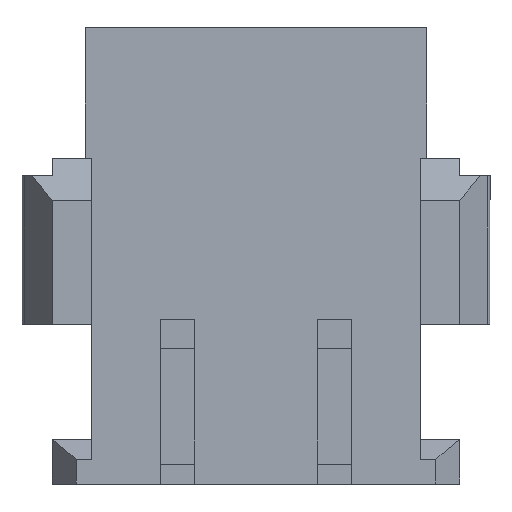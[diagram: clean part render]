
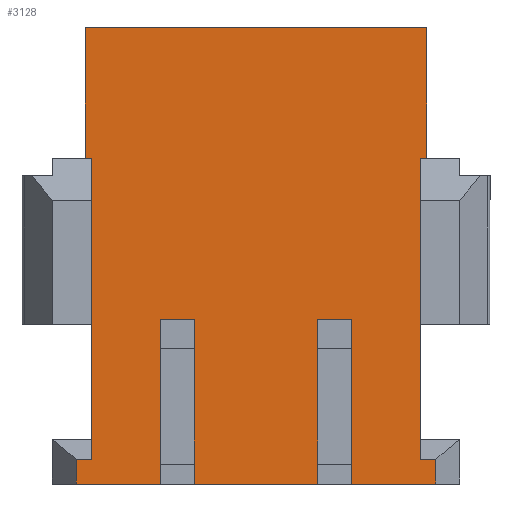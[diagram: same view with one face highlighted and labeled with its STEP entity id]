
A CAD part, front view. The second image highlights one B-rep face of the part: STEP entity #3128.
In plain terms, the highlighted planar face has unit normal (0, -1, 0).
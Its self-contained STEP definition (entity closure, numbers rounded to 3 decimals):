
#189=DIRECTION('',(0.,0.,1.));
#190=VECTOR('',#189,2.29);
#191=CARTESIAN_POINT('',(1.25,-0.65,-1.05));
#192=LINE('',#191,#190);
#355=DIRECTION('',(0.,0.,-1.));
#356=VECTOR('',#355,2.29);
#357=CARTESIAN_POINT('',(-1.25,-0.65,1.24));
#358=LINE('',#357,#356);
#744=DIRECTION('',(1.,0.,0.));
#745=VECTOR('',#744,0.05);
#746=CARTESIAN_POINT('',(1.25,-0.65,1.24));
#747=LINE('',#746,#745);
#756=DIRECTION('',(1.,0.,0.));
#757=VECTOR('',#756,0.05);
#758=CARTESIAN_POINT('',(-1.3,-0.65,1.24));
#759=LINE('',#758,#757);
#760=DIRECTION('',(0.,0.,-1.));
#761=VECTOR('',#760,0.99);
#762=CARTESIAN_POINT('',(1.3,-0.65,2.23));
#763=LINE('',#762,#761);
#764=DIRECTION('',(0.,0.,1.));
#765=VECTOR('',#764,0.19);
#766=CARTESIAN_POINT('',(1.368,-0.65,-1.24));
#767=LINE('',#766,#765);
#768=DIRECTION('',(-1.,0.,0.));
#769=VECTOR('',#768,0.638);
#770=CARTESIAN_POINT('',(1.368,-0.65,-1.24));
#771=LINE('',#770,#769);
#772=DIRECTION('',(0.,0.,1.));
#773=VECTOR('',#772,1.25);
#774=CARTESIAN_POINT('',(0.73,-0.65,-1.24));
#775=LINE('',#774,#773);
#776=DIRECTION('',(-1.,0.,0.));
#777=VECTOR('',#776,0.26);
#778=CARTESIAN_POINT('',(0.73,-0.65,0.01));
#779=LINE('',#778,#777);
#780=DIRECTION('',(0.,0.,1.));
#781=VECTOR('',#780,1.25);
#782=CARTESIAN_POINT('',(0.47,-0.65,-1.24));
#783=LINE('',#782,#781);
#784=DIRECTION('',(-1.,0.,0.));
#785=VECTOR('',#784,0.94);
#786=CARTESIAN_POINT('',(0.47,-0.65,-1.24));
#787=LINE('',#786,#785);
#788=DIRECTION('',(0.,0.,1.));
#789=VECTOR('',#788,1.25);
#790=CARTESIAN_POINT('',(-0.47,-0.65,-1.24));
#791=LINE('',#790,#789);
#792=DIRECTION('',(-1.,0.,0.));
#793=VECTOR('',#792,0.26);
#794=CARTESIAN_POINT('',(-0.47,-0.65,0.01));
#795=LINE('',#794,#793);
#796=DIRECTION('',(0.,0.,1.));
#797=VECTOR('',#796,1.25);
#798=CARTESIAN_POINT('',(-0.73,-0.65,-1.24));
#799=LINE('',#798,#797);
#800=DIRECTION('',(-1.,0.,0.));
#801=VECTOR('',#800,0.638);
#802=CARTESIAN_POINT('',(-0.73,-0.65,-1.24));
#803=LINE('',#802,#801);
#804=DIRECTION('',(0.,0.,1.));
#805=VECTOR('',#804,0.19);
#806=CARTESIAN_POINT('',(-1.368,-0.65,-1.24));
#807=LINE('',#806,#805);
#808=DIRECTION('',(1.,0.,0.));
#809=VECTOR('',#808,0.118);
#810=CARTESIAN_POINT('',(-1.368,-0.65,-1.05));
#811=LINE('',#810,#809);
#812=DIRECTION('',(0.,0.,-1.));
#813=VECTOR('',#812,0.99);
#814=CARTESIAN_POINT('',(-1.3,-0.65,2.23));
#815=LINE('',#814,#813);
#816=DIRECTION('',(1.,0.,0.));
#817=VECTOR('',#816,2.6);
#818=CARTESIAN_POINT('',(-1.3,-0.65,2.23));
#819=LINE('',#818,#817);
#820=DIRECTION('',(-1.,0.,0.));
#821=VECTOR('',#820,0.118);
#822=CARTESIAN_POINT('',(1.368,-0.65,-1.05));
#823=LINE('',#822,#821);
#1605=CARTESIAN_POINT('',(1.3,-0.65,2.23));
#1607=VERTEX_POINT('',#1605);
#1610=CARTESIAN_POINT('',(-1.3,-0.65,2.23));
#1612=VERTEX_POINT('',#1610);
#1613=CARTESIAN_POINT('',(1.3,-0.65,1.24));
#1614=VERTEX_POINT('',#1613);
#1615=CARTESIAN_POINT('',(-1.3,-0.65,1.24));
#1616=VERTEX_POINT('',#1615);
#1621=CARTESIAN_POINT('',(1.25,-0.65,1.24));
#1622=VERTEX_POINT('',#1621);
#1623=CARTESIAN_POINT('',(-1.25,-0.65,1.24));
#1624=VERTEX_POINT('',#1623);
#1767=CARTESIAN_POINT('',(-0.73,-0.65,-1.24));
#1768=CARTESIAN_POINT('',(-0.73,-0.65,0.01));
#1769=VERTEX_POINT('',#1767);
#1770=VERTEX_POINT('',#1768);
#1771=CARTESIAN_POINT('',(-0.47,-0.65,-1.24));
#1772=CARTESIAN_POINT('',(-0.47,-0.65,0.01));
#1773=VERTEX_POINT('',#1771);
#1774=VERTEX_POINT('',#1772);
#1977=CARTESIAN_POINT('',(1.368,-0.65,-1.24));
#1978=CARTESIAN_POINT('',(1.368,-0.65,-1.05));
#1979=VERTEX_POINT('',#1977);
#1980=VERTEX_POINT('',#1978);
#1989=CARTESIAN_POINT('',(-1.368,-0.65,-1.24));
#1990=CARTESIAN_POINT('',(-1.368,-0.65,-1.05));
#1991=VERTEX_POINT('',#1989);
#1992=VERTEX_POINT('',#1990);
#2063=CARTESIAN_POINT('',(1.25,-0.65,-1.05));
#2064=VERTEX_POINT('',#2063);
#2067=CARTESIAN_POINT('',(-1.25,-0.65,-1.05));
#2068=VERTEX_POINT('',#2067);
#2069=CARTESIAN_POINT('',(0.47,-0.65,-1.24));
#2070=CARTESIAN_POINT('',(0.47,-0.65,0.01));
#2071=VERTEX_POINT('',#2069);
#2072=VERTEX_POINT('',#2070);
#2073=CARTESIAN_POINT('',(0.73,-0.65,-1.24));
#2074=CARTESIAN_POINT('',(0.73,-0.65,0.01));
#2075=VERTEX_POINT('',#2073);
#2076=VERTEX_POINT('',#2074);
#3087=CARTESIAN_POINT('',(0.,-0.65,0.));
#3088=DIRECTION('',(0.,1.,0.));
#3089=DIRECTION('',(1.,0.,0.));
#3090=AXIS2_PLACEMENT_3D('',#3087,#3088,#3089);
#3091=PLANE('',#3090);
#3093=ORIENTED_EDGE('',*,*,#3092,.F.);
#3095=ORIENTED_EDGE('',*,*,#3094,.T.);
#3097=ORIENTED_EDGE('',*,*,#3096,.T.);
#3099=ORIENTED_EDGE('',*,*,#3098,.T.);
#3101=ORIENTED_EDGE('',*,*,#3100,.F.);
#3103=ORIENTED_EDGE('',*,*,#3102,.T.);
#3105=ORIENTED_EDGE('',*,*,#3104,.T.);
#3107=ORIENTED_EDGE('',*,*,#3106,.T.);
#3109=ORIENTED_EDGE('',*,*,#3108,.F.);
#3111=ORIENTED_EDGE('',*,*,#3110,.T.);
#3113=ORIENTED_EDGE('',*,*,#3112,.T.);
#3115=ORIENTED_EDGE('',*,*,#3114,.T.);
#3116=ORIENTED_EDGE('',*,*,#2480,.F.);
#3117=ORIENTED_EDGE('',*,*,#3069,.F.);
#3119=ORIENTED_EDGE('',*,*,#3118,.F.);
#3120=ORIENTED_EDGE('',*,*,#2984,.T.);
#3121=ORIENTED_EDGE('',*,*,#3080,.T.);
#3122=ORIENTED_EDGE('',*,*,#3054,.F.);
#3123=ORIENTED_EDGE('',*,*,#2258,.F.);
#3125=ORIENTED_EDGE('',*,*,#3124,.F.);
#3126=EDGE_LOOP('',(#3093,#3095,#3097,#3099,#3101,#3103,#3105,#3107,#3109,#3111,
#3113,#3115,#3116,#3117,#3119,#3120,#3121,#3122,#3123,#3125));
#3127=FACE_OUTER_BOUND('',#3126,.F.);
#3128=ADVANCED_FACE('',(#3127),#3091,.F.);
#2258=EDGE_CURVE('',#2064,#1622,#192,.T.);
#2480=EDGE_CURVE('',#1624,#2068,#358,.T.);
#2984=EDGE_CURVE('',#1612,#1607,#819,.T.);
#3054=EDGE_CURVE('',#1622,#1614,#747,.T.);
#3069=EDGE_CURVE('',#1616,#1624,#759,.T.);
#3080=EDGE_CURVE('',#1607,#1614,#763,.T.);
#3092=EDGE_CURVE('',#1979,#1980,#767,.T.);
#3094=EDGE_CURVE('',#1979,#2075,#771,.T.);
#3096=EDGE_CURVE('',#2075,#2076,#775,.T.);
#3098=EDGE_CURVE('',#2076,#2072,#779,.T.);
#3100=EDGE_CURVE('',#2071,#2072,#783,.T.);
#3102=EDGE_CURVE('',#2071,#1773,#787,.T.);
#3104=EDGE_CURVE('',#1773,#1774,#791,.T.);
#3106=EDGE_CURVE('',#1774,#1770,#795,.T.);
#3108=EDGE_CURVE('',#1769,#1770,#799,.T.);
#3110=EDGE_CURVE('',#1769,#1991,#803,.T.);
#3112=EDGE_CURVE('',#1991,#1992,#807,.T.);
#3114=EDGE_CURVE('',#1992,#2068,#811,.T.);
#3118=EDGE_CURVE('',#1612,#1616,#815,.T.);
#3124=EDGE_CURVE('',#1980,#2064,#823,.T.);
